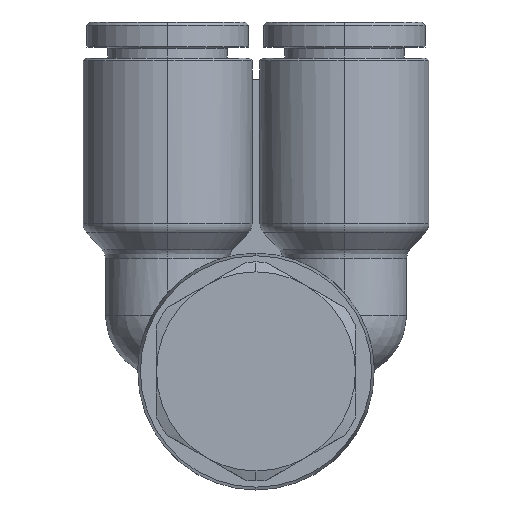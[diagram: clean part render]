
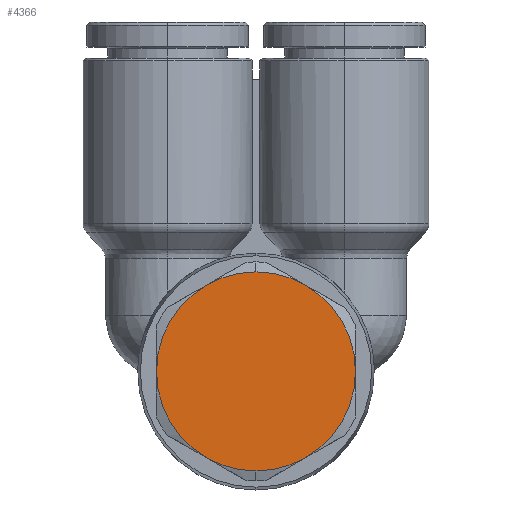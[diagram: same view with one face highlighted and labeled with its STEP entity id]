
A CAD part, top view. The second image highlights one B-rep face of the part: STEP entity #4366.
In plain terms, the highlighted planar face has unit normal (0, 0, 1).
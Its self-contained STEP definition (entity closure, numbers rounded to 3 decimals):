
#3486=CARTESIAN_POINT('',(-3.5,7.1,12.));
#3487=VERTEX_POINT('',#3486);
#3495=CARTESIAN_POINT('',(-2.428,3.1,12.));
#3496=VERTEX_POINT('',#3495);
#3510=CARTESIAN_POINT('',(4.5,7.1,12.));
#3511=DIRECTION('',(0.0,0.0,1.0));
#3512=DIRECTION('',(1.0,0.0,0.0));
#3513=AXIS2_PLACEMENT_3D('',#3510,#3511,#3512);
#3514=CIRCLE('',#3513,8.);
#3515=EDGE_CURVE('',#3487,#3496,#3514,.T.);
#3525=CARTESIAN_POINT('',(12.5,7.1,12.));
#3526=VERTEX_POINT('',#3525);
#3533=CARTESIAN_POINT('',(11.428,3.1,12.));
#3534=VERTEX_POINT('',#3533);
#3535=CARTESIAN_POINT('',(4.5,7.1,12.));
#3536=DIRECTION('',(0.0,0.0,1.0));
#3537=DIRECTION('',(1.0,0.0,0.0));
#3538=AXIS2_PLACEMENT_3D('',#3535,#3536,#3537);
#3539=CIRCLE('',#3538,8.);
#3540=EDGE_CURVE('',#3534,#3526,#3539,.T.);
#3754=CARTESIAN_POINT('',(11.428,11.1,12.));
#3755=VERTEX_POINT('',#3754);
#3778=CARTESIAN_POINT('',(4.5,15.1,12.));
#3779=VERTEX_POINT('',#3778);
#3793=CARTESIAN_POINT('',(4.5,7.1,12.));
#3794=DIRECTION('',(0.0,0.0,1.0));
#3795=DIRECTION('',(1.0,0.0,0.0));
#3796=AXIS2_PLACEMENT_3D('',#3793,#3794,#3795);
#3797=CIRCLE('',#3796,8.);
#3798=EDGE_CURVE('',#3755,#3779,#3797,.T.);
#3831=CARTESIAN_POINT('',(4.5,7.1,12.));
#3832=DIRECTION('',(0.0,0.0,1.0));
#3833=DIRECTION('',(1.0,0.0,0.0));
#3834=AXIS2_PLACEMENT_3D('',#3831,#3832,#3833);
#3835=CIRCLE('',#3834,8.);
#3836=EDGE_CURVE('',#3526,#3755,#3835,.T.);
#3848=CARTESIAN_POINT('',(4.5,-0.9,12.));
#3849=VERTEX_POINT('',#3848);
#3885=CARTESIAN_POINT('',(4.5,7.1,12.));
#3886=DIRECTION('',(0.0,0.0,1.0));
#3887=DIRECTION('',(1.0,0.0,0.0));
#3888=AXIS2_PLACEMENT_3D('',#3885,#3886,#3887);
#3889=CIRCLE('',#3888,8.);
#3890=EDGE_CURVE('',#3849,#3534,#3889,.T.);
#3915=CARTESIAN_POINT('',(4.5,7.1,12.));
#3916=DIRECTION('',(0.0,0.0,1.0));
#3917=DIRECTION('',(1.0,0.0,0.0));
#3918=AXIS2_PLACEMENT_3D('',#3915,#3916,#3917);
#3919=CIRCLE('',#3918,8.);
#3920=EDGE_CURVE('',#3496,#3849,#3919,.T.);
#3953=CARTESIAN_POINT('',(-2.428,11.1,12.));
#3954=VERTEX_POINT('',#3953);
#3955=CARTESIAN_POINT('',(4.5,7.1,12.));
#3956=DIRECTION('',(0.0,0.0,1.0));
#3957=DIRECTION('',(1.0,0.0,0.0));
#3958=AXIS2_PLACEMENT_3D('',#3955,#3956,#3957);
#3959=CIRCLE('',#3958,8.);
#3960=EDGE_CURVE('',#3954,#3487,#3959,.T.);
#4007=CARTESIAN_POINT('',(4.5,7.1,12.));
#4008=DIRECTION('',(0.0,0.0,1.0));
#4009=DIRECTION('',(1.0,0.0,0.0));
#4010=AXIS2_PLACEMENT_3D('',#4007,#4008,#4009);
#4011=CIRCLE('',#4010,8.);
#4012=EDGE_CURVE('',#3779,#3954,#4011,.T.);
#4351=CARTESIAN_POINT('',(9.25,7.1,12.));
#4352=DIRECTION('',(0.0,0.0,1.0));
#4353=DIRECTION('',(-1.0,0.0,0.0));
#4354=AXIS2_PLACEMENT_3D('',#4351,#4352,#4353);
#4355=PLANE('',#4354);
#4356=ORIENTED_EDGE('',*,*,#4012,.T.);
#4357=ORIENTED_EDGE('',*,*,#3960,.T.);
#4358=ORIENTED_EDGE('',*,*,#3515,.T.);
#4359=ORIENTED_EDGE('',*,*,#3920,.T.);
#4360=ORIENTED_EDGE('',*,*,#3890,.T.);
#4361=ORIENTED_EDGE('',*,*,#3540,.T.);
#4362=ORIENTED_EDGE('',*,*,#3836,.T.);
#4363=ORIENTED_EDGE('',*,*,#3798,.T.);
#4364=EDGE_LOOP('',(#4356,#4357,#4358,#4359,#4360,#4361,#4362,#4363));
#4365=FACE_OUTER_BOUND('',#4364,.T.);
#4366=ADVANCED_FACE('',(#4365),#4355,.T.);
